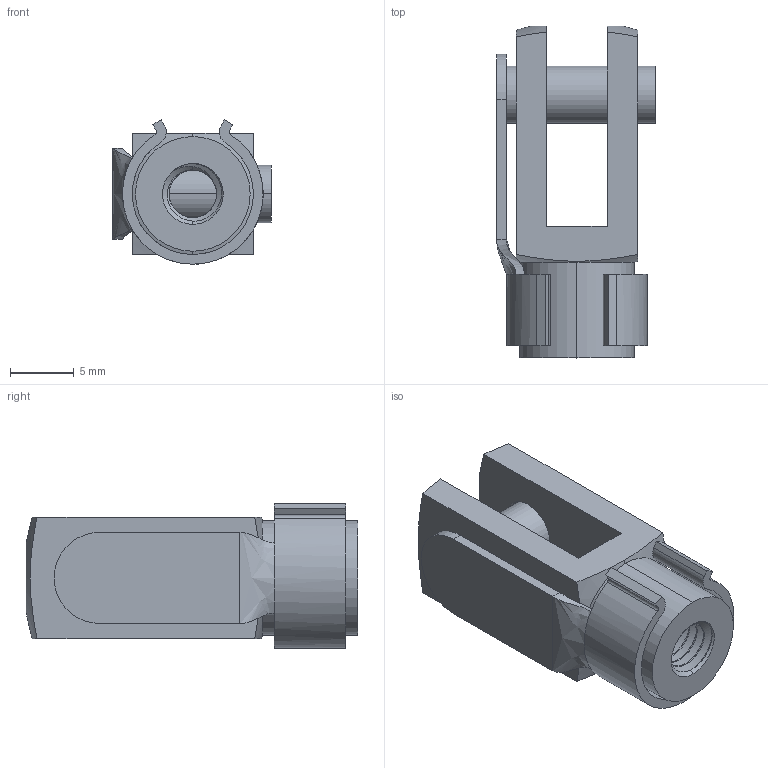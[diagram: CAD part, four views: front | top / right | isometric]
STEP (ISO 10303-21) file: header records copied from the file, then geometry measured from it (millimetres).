
FILE_DESCRIPTION (( 'STEP AP203' ), '1' );
FILE_NAME ('2447K11.STEP', '2014-10-03T14:12:06', ( 'Kyle' ), ( 'Microsoft' ), 'SwSTEP 2.0', 'SolidWorks 2014', '' );
FILE_SCHEMA (( 'CONFIG_CONTROL_DESIGN' ));
Length unit declared in the file: inch
Products named in the file (1): 2447K11
Bounding box: 12.45 x 26.01 x 11.32 mm (x, y, z)
Volume: 1593 mm3; surface area: 2231.3 mm2
Topology: 2 solids, 2 shells, 86 faces, 230 edges, 148 vertices
Faces by surface type: cylinder 45, plane 26, cone 8, bspline 7
Entity records: 5225 total; most frequent: CARTESIAN_POINT 3221, ORIENTED_EDGE 460, DIRECTION 337, EDGE_CURVE 230, VERTEX_POINT 148, AXIS2_PLACEMENT_3D 122, LINE 93, VECTOR 93
